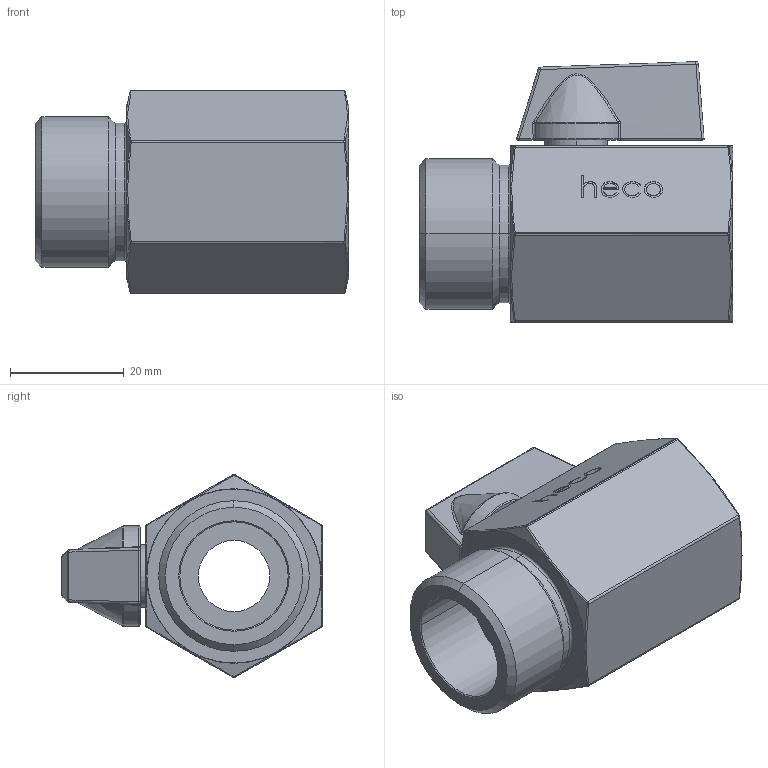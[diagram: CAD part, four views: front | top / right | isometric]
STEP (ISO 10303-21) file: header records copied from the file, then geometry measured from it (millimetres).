
FILE_DESCRIPTION (( 'STEP AP214' ), '1' );
FILE_NAME ('Mini-034-0IA-4 heco.STEP', '2016-07-29T09:58:30', ( '' ), ( '' ), 'SwSTEP 2.0', 'SolidWorks 2016', '' );
FILE_SCHEMA (( 'AUTOMOTIVE_DESIGN' ));
Length unit declared in the file: millimetre
Products named in the file (1): Mini-034-0IA-4 heco
Bounding box: 55 x 45.74 x 35.64 mm (x, y, z)
Volume: 31186.6 mm3; surface area: 11384.8 mm2
Topology: 1 solids, 1 shells, 372 faces, 934 edges, 598 vertices
Faces by surface type: plane 159, bspline 156, cylinder 26, cone 15, torus 12, sphere 4
Entity records: 21938 total; most frequent: CARTESIAN_POINT 9972, ORIENTED_EDGE 1860, DIRECTION 1176, EDGE_CURVE 930, VERTEX_POINT 596, LINE 488, VECTOR 488, EDGE_LOOP 410
